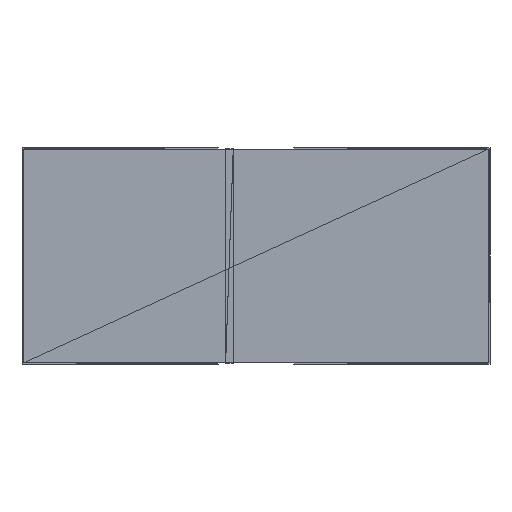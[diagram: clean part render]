
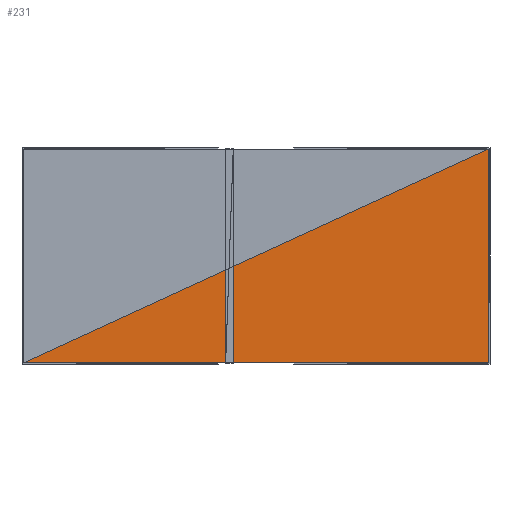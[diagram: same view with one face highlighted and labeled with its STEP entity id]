
A CAD part, front view. The second image highlights one B-rep face of the part: STEP entity #231.
In plain terms, the highlighted planar face has unit normal (0, -1, 0).
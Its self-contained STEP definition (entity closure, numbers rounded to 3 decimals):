
#231=ADVANCED_FACE('',(#232),#258,.F.);
#232=FACE_OUTER_BOUND('',#233,.T.);
#233=EDGE_LOOP('',(#234,#236,#238));
#234=ORIENTED_EDGE('',*,*,#235,.T.);
#235=EDGE_CURVE('',#240,#242,#244,.T.);
#236=ORIENTED_EDGE('',*,*,#237,.T.);
#237=EDGE_CURVE('',#242,#248,#250,.T.);
#238=ORIENTED_EDGE('',*,*,#239,.T.);
#239=EDGE_CURVE('',#248,#240,#254,.T.);
#240=VERTEX_POINT('',#241);
#241=CARTESIAN_POINT('',(-4.28,-4.356,0.025));
#242=VERTEX_POINT('',#243);
#243=CARTESIAN_POINT('',(4.28,-4.356,3.962));
#244=LINE('',#245,#246);
#245=CARTESIAN_POINT('',(-4.28,-4.356,0.025));
#246=VECTOR('',#247,1.0);
#247=DIRECTION('',(-0.909,0.0,-0.418));
#248=VERTEX_POINT('',#249);
#249=CARTESIAN_POINT('',(4.28,-4.356,0.025));
#250=LINE('',#251,#252);
#251=CARTESIAN_POINT('',(4.28,-4.356,3.962));
#252=VECTOR('',#253,1.0);
#253=DIRECTION('',(0.0,0.0,1.0));
#254=LINE('',#255,#256);
#255=CARTESIAN_POINT('',(4.28,-4.356,0.025));
#256=VECTOR('',#257,1.0);
#257=DIRECTION('',(1.0,0.0,0.0));
#258=PLANE('',#259);
#259=AXIS2_PLACEMENT_3D('',#260,#261,#262);
#260=CARTESIAN_POINT('',(4.28,-4.356,3.962));
#261=DIRECTION('',(0.0,1.0,0.0));
#262=DIRECTION('',(-1.0,0.0,0.0));
